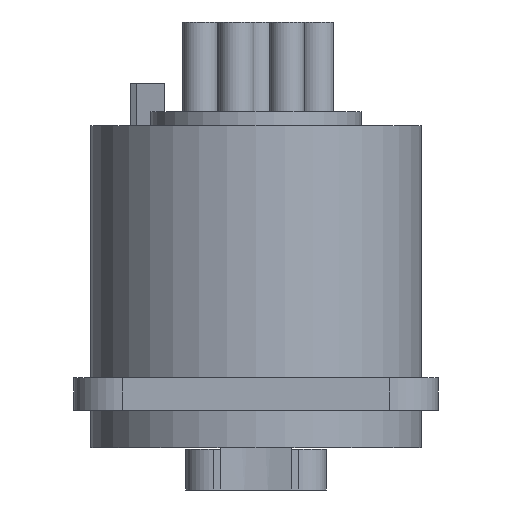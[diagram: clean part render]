
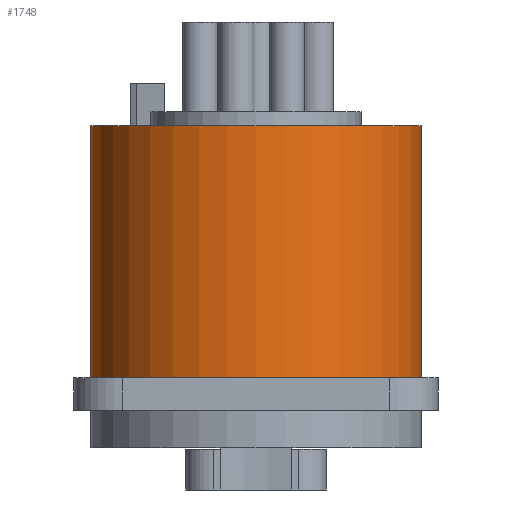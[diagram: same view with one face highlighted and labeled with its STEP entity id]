
A CAD part, front view. The second image highlights one B-rep face of the part: STEP entity #1748.
In plain terms, the highlighted cylindrical face has radius 11.8 mm (diameter 23.6 mm), a partial arc.
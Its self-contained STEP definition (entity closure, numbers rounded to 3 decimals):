
#161=CARTESIAN_POINT('',(0.,0.,2.3));
#162=DIRECTION('',(0.,0.,-1.));
#163=DIRECTION('',(1.,0.,0.));
#164=AXIS2_PLACEMENT_3D('',#161,#162,#163);
#218=DIRECTION('',(0.,0.,-1.));
#219=VECTOR('',#218,18.);
#220=CARTESIAN_POINT('',(-11.8,0.,20.3));
#221=LINE('',#220,#219);
#234=DIRECTION('',(0.,0.,-1.));
#235=VECTOR('',#234,18.);
#236=CARTESIAN_POINT('',(11.8,0.,20.3));
#237=LINE('',#236,#235);
#655=CARTESIAN_POINT('',(0.,0.,20.3));
#656=DIRECTION('',(0.,0.,-1.));
#657=DIRECTION('',(1.,0.,0.));
#658=AXIS2_PLACEMENT_3D('',#655,#656,#657);
#1113=CARTESIAN_POINT('',(-11.8,0.,20.3));
#1114=CARTESIAN_POINT('',(11.8,0.,20.3));
#1115=VERTEX_POINT('',#1113);
#1116=VERTEX_POINT('',#1114);
#1125=CARTESIAN_POINT('',(-11.8,0.,2.3));
#1126=VERTEX_POINT('',#1125);
#1127=CARTESIAN_POINT('',(11.8,0.,2.3));
#1128=VERTEX_POINT('',#1127);
#1736=CARTESIAN_POINT('',(0.,0.,20.3));
#1737=DIRECTION('',(0.,0.,-1.));
#1738=DIRECTION('',(-1.,0.,0.));
#1739=AXIS2_PLACEMENT_3D('',#1736,#1737,#1738);
#1740=CYLINDRICAL_SURFACE('',#1739,11.8);
#1741=ORIENTED_EDGE('',*,*,#1690,.F.);
#1743=ORIENTED_EDGE('',*,*,#1742,.F.);
#1744=ORIENTED_EDGE('',*,*,#1693,.T.);
#1745=ORIENTED_EDGE('',*,*,#1572,.T.);
#1746=EDGE_LOOP('',(#1741,#1743,#1744,#1745));
#1747=FACE_OUTER_BOUND('',#1746,.F.);
#1748=ADVANCED_FACE('',(#1747),#1740,.T.);
#165=CIRCLE('',#164,11.8);
#659=CIRCLE('',#658,11.8);
#1572=EDGE_CURVE('',#1128,#1126,#165,.T.);
#1690=EDGE_CURVE('',#1115,#1126,#221,.T.);
#1693=EDGE_CURVE('',#1116,#1128,#237,.T.);
#1742=EDGE_CURVE('',#1116,#1115,#659,.T.);
